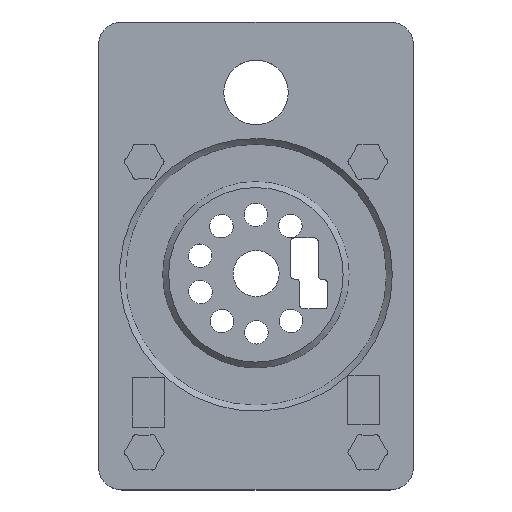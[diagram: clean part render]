
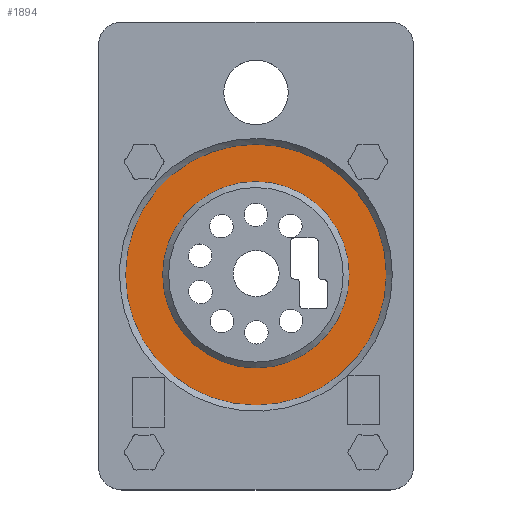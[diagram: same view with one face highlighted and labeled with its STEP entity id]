
A CAD part, top view. The second image highlights one B-rep face of the part: STEP entity #1894.
In plain terms, the highlighted planar face has unit normal (0, 0, 1).
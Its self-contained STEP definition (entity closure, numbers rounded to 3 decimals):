
#27=FACE_BOUND('',#224,.T.);
#48=PLANE('',#2038);
#109=FACE_OUTER_BOUND('',#223,.T.);
#223=EDGE_LOOP('',(#1327));
#224=EDGE_LOOP('',(#1328));
#707=CIRCLE('',#2012,15.875);
#728=CIRCLE('',#2037,22.25);
#806=VERTEX_POINT('',#2812);
#840=VERTEX_POINT('',#2891);
#997=EDGE_CURVE('',#806,#806,#707,.F.);
#1034=EDGE_CURVE('',#840,#840,#728,.F.);
#1327=ORIENTED_EDGE('',*,*,#1034,.T.);
#1328=ORIENTED_EDGE('',*,*,#997,.T.);
#1894=ADVANCED_FACE('',(#109,#27),#48,.F.);
#2012=AXIS2_PLACEMENT_3D('',#2814,#2227,#2228);
#2037=AXIS2_PLACEMENT_3D('',#2893,#2291,#2292);
#2038=AXIS2_PLACEMENT_3D('',#2894,#2293,#2294);
#2227=DIRECTION('center_axis',(0.,0.,1.));
#2228=DIRECTION('ref_axis',(-1.,0.,0.));
#2291=DIRECTION('center_axis',(0.,0.,-1.));
#2292=DIRECTION('ref_axis',(-1.,0.,0.));
#2293=DIRECTION('center_axis',(0.,0.,-1.));
#2294=DIRECTION('ref_axis',(-1.,0.,0.));
#2812=CARTESIAN_POINT('',(42.714,36.666,-2.2));
#2814=CARTESIAN_POINT('Origin',(26.839,36.666,-2.2));
#2891=CARTESIAN_POINT('',(49.089,36.666,-2.2));
#2893=CARTESIAN_POINT('Origin',(26.839,36.666,-2.2));
#2894=CARTESIAN_POINT('Origin',(26.839,36.666,-2.2));
